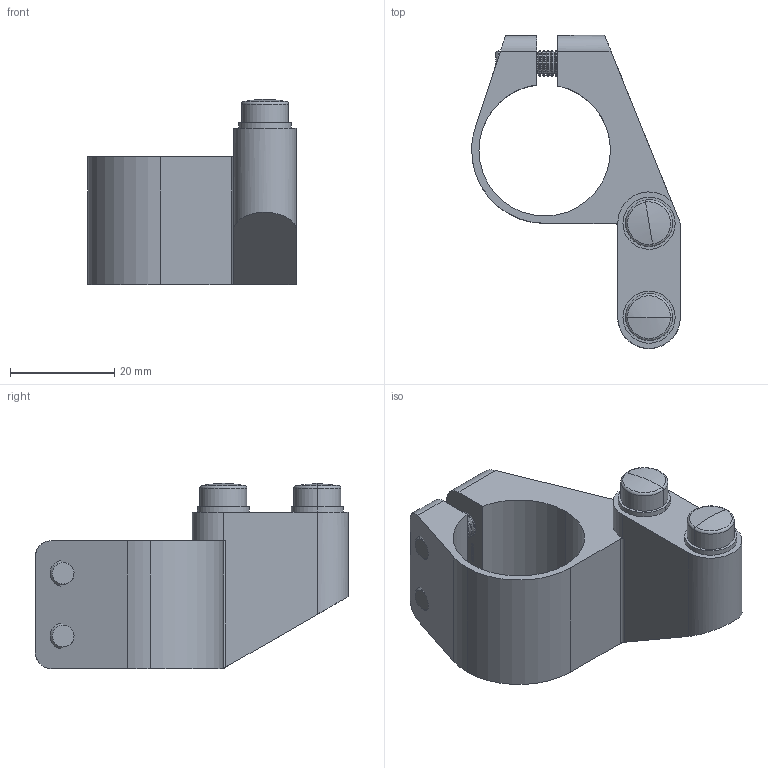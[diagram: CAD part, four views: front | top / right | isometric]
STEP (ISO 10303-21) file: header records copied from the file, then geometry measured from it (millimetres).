
FILE_DESCRIPTION (( 'STEP AP203' ), '1' );
FILE_NAME ('60812-240-R.step', '2018-07-20T11:45:33', ( '' ), ( '' ), 'SwSTEP 2.0', 'SolidWorks 2015', '' );
FILE_SCHEMA (( 'CONFIG_CONTROL_DESIGN' ));
Length unit declared in the file: millimetre
Products named in the file (4): 60812-240-R; 60812-240-X Teil2_60812-240-X Teil2; socket head cap screw_din_DIN 912 M5 x 16 --- 16S; 60812-240-X Teil1_60812-240-R Teil1
Assembly tree (5 placements, depth 2):
  60812-240-R
    60812-240-X Teil1_60812-240-R Teil1
    60812-240-X Teil2_60812-240-X Teil2  x2
    socket head cap screw_din_DIN 912 M5 x 16 --- 16S  x2
Bounding box: 40 x 60 x 35.5 mm (x, y, z)
Volume: 20067.1 mm3; surface area: 10918.3 mm2
Topology: 5 solids, 5 shells, 587 faces, 1499 edges, 959 vertices
Faces by surface type: plane 189, cone 152, cylinder 117, bspline 109, torus 16, sphere 4
Entity records: 20059 total; most frequent: CARTESIAN_POINT 9347, ORIENTED_EDGE 2278, DIRECTION 1860, EDGE_CURVE 1139, VERTEX_POINT 739, VECTOR 636, LINE 636, AXIS2_PLACEMENT_3D 612
